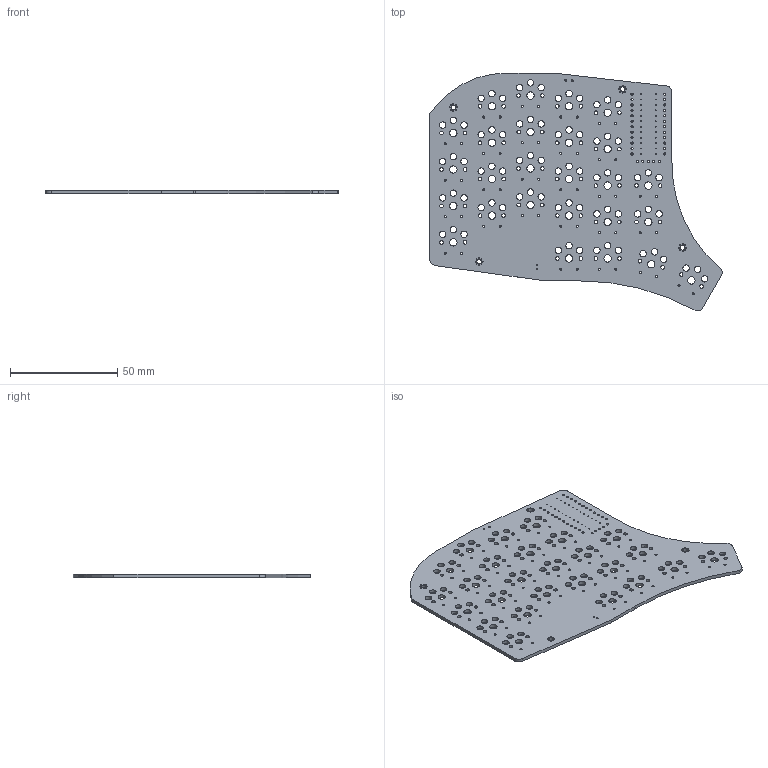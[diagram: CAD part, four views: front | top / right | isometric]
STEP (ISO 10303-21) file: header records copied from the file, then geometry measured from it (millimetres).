
FILE_DESCRIPTION(('KiCad electronic assembly'),'2;1');
FILE_NAME('sweeppp.step','2025-01-11T08:26:30',('Pcbnew'),('Kicad'), 'Open CASCADE STEP processor 7.8','KiCad to STEP converter','Unknown' );
FILE_SCHEMA(('AUTOMOTIVE_DESIGN { 1 0 10303 214 1 1 1 1 }'));
Length unit declared in the file: millimetre
Products named in the file (2): sweeppp 1; sweeppp_PCB
Assembly tree (1 placements, depth 2):
  sweeppp 1
    sweeppp_PCB
Bounding box: 136.48 x 111 x 1.6 mm (x, y, z)
Volume: 16294.6 mm3; surface area: 23706.4 mm2
Topology: 1 solids, 1 shells, 327 faces, 975 edges, 650 vertices
Faces by surface type: cylinder 309, plane 18
Full cylindrical faces by diameter (mm): 0.4 x56, 0.75 x2, 0.9 x2, 0.991 x52, 1 x29, 1.702 x52, 2.2 x4, 3 x78, 3.429 x26
Entity records: 12608 total; most frequent: DIRECTION 2251, CARTESIAN_POINT 1954, ORIENTED_EDGE 1950, EDGE_CURVE 975, AXIS2_PLACEMENT_3D 947, FACE_BOUND 929, EDGE_LOOP 929, VERTEX_POINT 650
